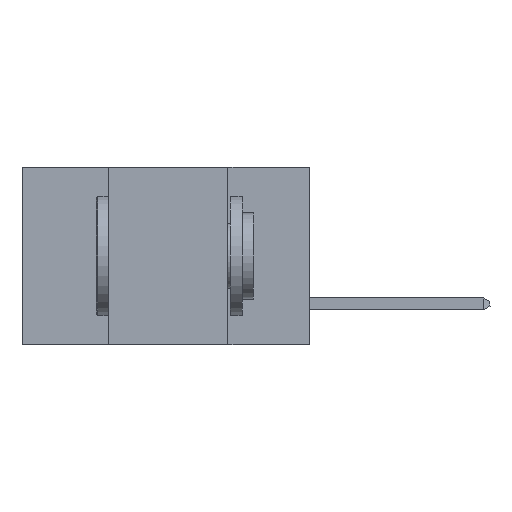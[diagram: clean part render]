
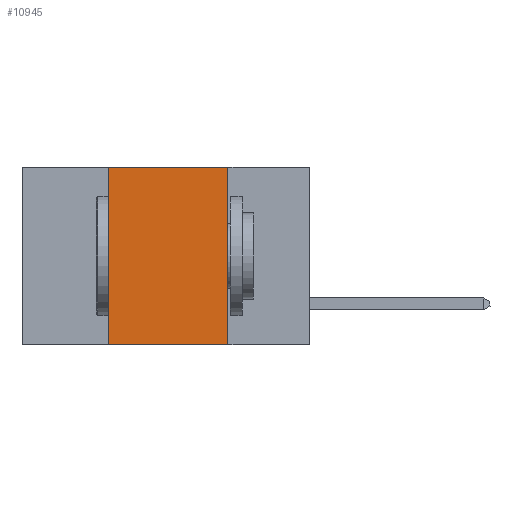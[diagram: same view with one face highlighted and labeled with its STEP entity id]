
A CAD part, left-side view. The second image highlights one B-rep face of the part: STEP entity #10945.
In plain terms, the highlighted planar face has unit normal (-1, 0, 0).
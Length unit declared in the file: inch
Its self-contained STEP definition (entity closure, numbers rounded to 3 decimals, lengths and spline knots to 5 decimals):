
#1030 = LINE ( 'NONE', #10604, #1989 ) ;
#1123 = CARTESIAN_POINT ( 'NONE',  ( 0., 0.17, 0. ) ) ;
#1335 = DIRECTION ( 'NONE',  ( 1., 0., 0. ) ) ;
#1548 = VECTOR ( 'NONE', #6352, 39.37008 ) ;
#1638 = CARTESIAN_POINT ( 'NONE',  ( 0., 0.42, -0.37 ) ) ;
#1817 = EDGE_LOOP ( 'NONE', ( #4014, #6429, #13917, #7611 ) ) ;
#1989 = VECTOR ( 'NONE', #4416, 39.37008 ) ;
#2094 = LINE ( 'NONE', #14740, #7047 ) ;
#2220 = CARTESIAN_POINT ( 'NONE',  ( 0., 0.42, 0. ) ) ;
#3439 = EDGE_CURVE ( 'NONE', #7966, #14630, #11461, .T. ) ;
#4014 = ORIENTED_EDGE ( 'NONE', *, *, #14594, .F. ) ;
#4416 = DIRECTION ( 'NONE',  ( 0., -1., 0. ) ) ;
#5962 = EDGE_CURVE ( 'NONE', #13485, #13339, #1030, .T. ) ;
#5984 = PLANE ( 'NONE',  #6800 ) ;
#6142 = DIRECTION ( 'NONE',  ( 0., 0., -1. ) ) ;
#6347 = DIRECTION ( 'NONE',  ( 0., 0., 1. ) ) ;
#6352 = DIRECTION ( 'NONE',  ( 0., -1., 0. ) ) ;
#6429 = ORIENTED_EDGE ( 'NONE', *, *, #5962, .F. ) ;
#6800 = AXIS2_PLACEMENT_3D ( 'NONE', #15442, #1335, #6142 ) ;
#7047 = VECTOR ( 'NONE', #6347, 39.37008 ) ;
#7611 = ORIENTED_EDGE ( 'NONE', *, *, #3439, .T. ) ;
#7827 = VECTOR ( 'NONE', #13119, 39.37008 ) ;
#7966 = VERTEX_POINT ( 'NONE', #1638 ) ;
#8198 = LINE ( 'NONE', #1123, #7827 ) ;
#8742 = CARTESIAN_POINT ( 'NONE',  ( 0., 0.6, -0.37 ) ) ;
#9522 = CARTESIAN_POINT ( 'NONE',  ( 0., 0.17, 0. ) ) ;
#10604 = CARTESIAN_POINT ( 'NONE',  ( 0., 0.6, 0. ) ) ;
#10757 = CARTESIAN_POINT ( 'NONE',  ( 0., 0.17, -0.37 ) ) ;
#10945 = ADVANCED_FACE ( 'NONE', ( #12534 ), #5984, .F. ) ;
#11461 = LINE ( 'NONE', #8742, #1548 ) ;
#12534 = FACE_OUTER_BOUND ( 'NONE', #1817, .T. ) ;
#13119 = DIRECTION ( 'NONE',  ( 0., 0., -1. ) ) ;
#13339 = VERTEX_POINT ( 'NONE', #9522 ) ;
#13485 = VERTEX_POINT ( 'NONE', #2220 ) ;
#13917 = ORIENTED_EDGE ( 'NONE', *, *, #15683, .F. ) ;
#14594 = EDGE_CURVE ( 'NONE', #13339, #14630, #8198, .T. ) ;
#14630 = VERTEX_POINT ( 'NONE', #10757 ) ;
#14740 = CARTESIAN_POINT ( 'NONE',  ( 0., 0.42, 0. ) ) ;
#15442 = CARTESIAN_POINT ( 'NONE',  ( 0., 0.6, 0. ) ) ;
#15683 = EDGE_CURVE ( 'NONE', #7966, #13485, #2094, .T. ) ;
